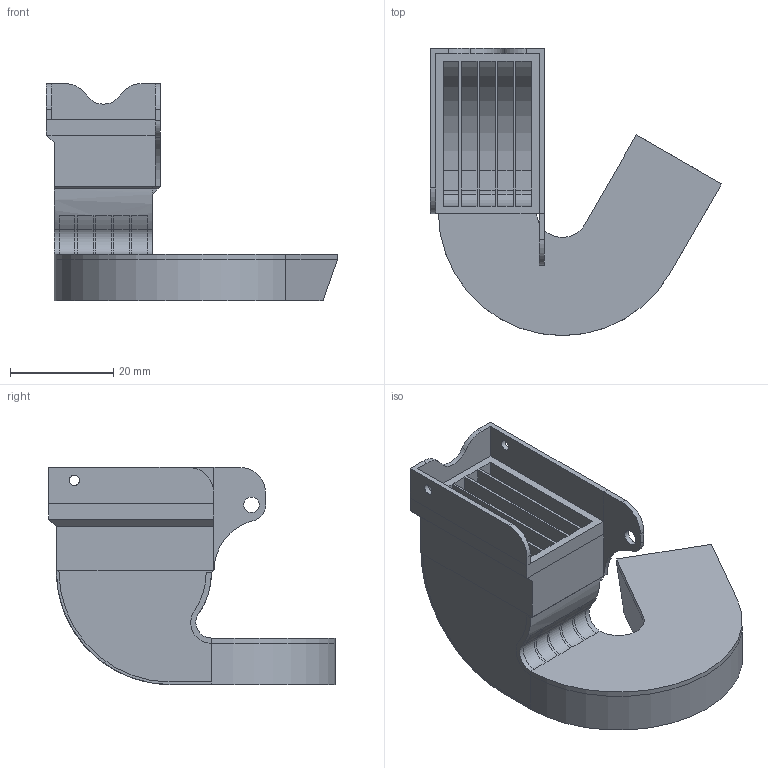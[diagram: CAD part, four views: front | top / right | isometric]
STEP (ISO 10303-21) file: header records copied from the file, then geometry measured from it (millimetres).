
FILE_DESCRIPTION(('FreeCAD Model'),'2;1');
FILE_NAME('CoolerAirLeft.step', '2021-01-20T22:14:59',('Author'),(''), 'Open CASCADE STEP processor 7.3','FreeCAD','Unknown');
FILE_SCHEMA(('AUTOMOTIVE_DESIGN { 1 0 10303 214 1 1 1 1 }'));
Length unit declared in the file: millimetre
Products named in the file (1): Pocket006
Bounding box: 56.28 x 55.5 x 42 mm (x, y, z)
Volume: 9644.7 mm3; surface area: 24102.3 mm2
Topology: 1 solids, 1 shells, 213 faces, 578 edges, 362 vertices
Faces by surface type: plane 149, cylinder 64
Full cylindrical faces by diameter (mm): 2 x2, 3 x1
Entity records: 14253 total; most frequent: CARTESIAN_POINT 2797, DIRECTION 2126, LINE 1369, VECTOR 1369, ORIENTED_EDGE 1156, PCURVE 1156, DEFINITIONAL_REPRESENTATION 1156, EDGE_CURVE 578
